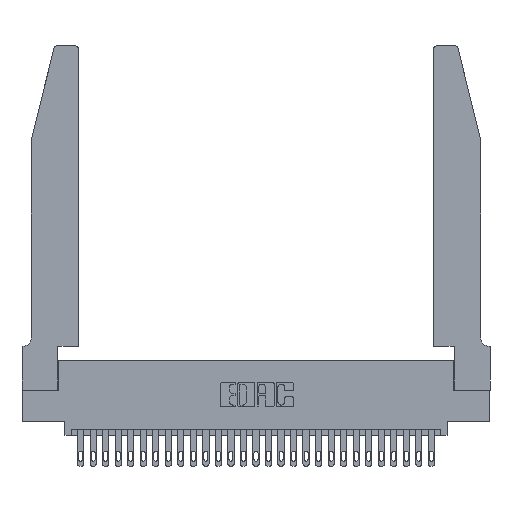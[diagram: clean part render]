
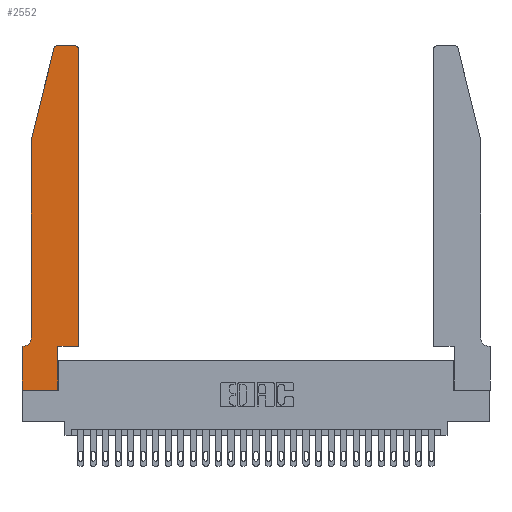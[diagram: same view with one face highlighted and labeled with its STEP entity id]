
A CAD part, top view. The second image highlights one B-rep face of the part: STEP entity #2552.
In plain terms, the highlighted planar face has unit normal (0, 0, 1).
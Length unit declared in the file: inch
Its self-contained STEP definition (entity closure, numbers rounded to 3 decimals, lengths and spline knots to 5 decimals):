
#674 = DIRECTION ( 'NONE',  ( -1., 0., 0. ) ) ;
#720 = CIRCLE ( 'NONE', #18710, 0.03 ) ;
#1721 = VERTEX_POINT ( 'NONE', #5322 ) ;
#1888 = ORIENTED_EDGE ( 'NONE', *, *, #20740, .T. ) ;
#2552 = ADVANCED_FACE ( 'NONE', ( #27005 ), #5872, .T. ) ;
#2781 = VECTOR ( 'NONE', #4862, 39.37008 ) ;
#2844 = ORIENTED_EDGE ( 'NONE', *, *, #27444, .T. ) ;
#3073 = DIRECTION ( 'NONE',  ( 0., 0., 1. ) ) ;
#4220 = LINE ( 'NONE', #21767, #21905 ) ;
#4286 = CARTESIAN_POINT ( 'NONE',  ( 0.284, 2.75, 0.37 ) ) ;
#4595 = LINE ( 'NONE', #27129, #2781 ) ;
#4712 = EDGE_CURVE ( 'NONE', #1721, #9456, #4220, .T. ) ;
#4846 = CARTESIAN_POINT ( 'NONE',  ( 0.0055, 0.42, 0.37 ) ) ;
#4862 = DIRECTION ( 'NONE',  ( 0., -1., 0. ) ) ;
#5322 = CARTESIAN_POINT ( 'NONE',  ( 0.0755, 2., 0.37 ) ) ;
#5356 = LINE ( 'NONE', #27929, #29109 ) ;
#5840 = AXIS2_PLACEMENT_3D ( 'NONE', #6174, #8360, #8458 ) ;
#5872 = PLANE ( 'NONE',  #5840 ) ;
#6174 = CARTESIAN_POINT ( 'NONE',  ( 0., 0.35, 0.37 ) ) ;
#6351 = CARTESIAN_POINT ( 'NONE',  ( 0.2865, 0.35, 0.37 ) ) ;
#6580 = EDGE_LOOP ( 'NONE', ( #1888, #14696, #21205, #14602, #16741, #2844, #16722, #7860, #11087, #27931, #27168, #14195 ) ) ;
#7376 = VECTOR ( 'NONE', #16164, 39.37008 ) ;
#7403 = CARTESIAN_POINT ( 'NONE',  ( 0.284, 2.72, 0.37 ) ) ;
#7752 = LINE ( 'NONE', #12677, #16283 ) ;
#7846 = CARTESIAN_POINT ( 'NONE',  ( 0.4205, 2.72, 0.37 ) ) ;
#7860 = ORIENTED_EDGE ( 'NONE', *, *, #24176, .T. ) ;
#8360 = DIRECTION ( 'NONE',  ( 0., 0., 1. ) ) ;
#8458 = DIRECTION ( 'NONE',  ( 1., 0., 0. ) ) ;
#8690 = VERTEX_POINT ( 'NONE', #28610 ) ;
#8917 = CARTESIAN_POINT ( 'NONE',  ( 0., 0.35, 0.37 ) ) ;
#9390 = DIRECTION ( 'NONE',  ( 1., 0., 0. ) ) ;
#9456 = VERTEX_POINT ( 'NONE', #14179 ) ;
#10147 = EDGE_CURVE ( 'NONE', #19327, #12383, #12213, .T. ) ;
#10501 = DIRECTION ( 'NONE',  ( 0., -1., 0. ) ) ;
#10640 = AXIS2_PLACEMENT_3D ( 'NONE', #4846, #24821, #22549 ) ;
#11087 = ORIENTED_EDGE ( 'NONE', *, *, #10147, .T. ) ;
#11953 = CARTESIAN_POINT ( 'NONE',  ( 0., 0., 0.37 ) ) ;
#12049 = AXIS2_PLACEMENT_3D ( 'NONE', #7846, #3073, #13086 ) ;
#12213 = LINE ( 'NONE', #6351, #16840 ) ;
#12383 = VERTEX_POINT ( 'NONE', #27041 ) ;
#12457 = CARTESIAN_POINT ( 'NONE',  ( 0.0755, 0.35, 0.37 ) ) ;
#12677 = CARTESIAN_POINT ( 'NONE',  ( 0.0755, 2., 0.37 ) ) ;
#13086 = DIRECTION ( 'NONE',  ( 1., 0., 0. ) ) ;
#13173 = EDGE_CURVE ( 'NONE', #15073, #19240, #4595, .T. ) ;
#13491 = LINE ( 'NONE', #18337, #17412 ) ;
#13939 = DIRECTION ( 'NONE',  ( 0., 0., 1. ) ) ;
#14179 = CARTESIAN_POINT ( 'NONE',  ( 0.0755, 0.42, 0.37 ) ) ;
#14195 = ORIENTED_EDGE ( 'NONE', *, *, #19533, .T. ) ;
#14389 = EDGE_CURVE ( 'NONE', #24441, #25721, #13491, .T. ) ;
#14602 = ORIENTED_EDGE ( 'NONE', *, *, #4712, .T. ) ;
#14619 = CARTESIAN_POINT ( 'NONE',  ( 0.25487, 2.72718, 0.37 ) ) ;
#14696 = ORIENTED_EDGE ( 'NONE', *, *, #22434, .T. ) ;
#15073 = VERTEX_POINT ( 'NONE', #8917 ) ;
#16067 = CARTESIAN_POINT ( 'NONE',  ( 0., 0., 0.37 ) ) ;
#16116 = LINE ( 'NONE', #12457, #19640 ) ;
#16164 = DIRECTION ( 'NONE',  ( 1., 0., 0. ) ) ;
#16180 = DIRECTION ( 'NONE',  ( 0., 1., 0. ) ) ;
#16283 = VECTOR ( 'NONE', #19596, 39.37008 ) ;
#16722 = ORIENTED_EDGE ( 'NONE', *, *, #13173, .T. ) ;
#16741 = ORIENTED_EDGE ( 'NONE', *, *, #25341, .T. ) ;
#16840 = VECTOR ( 'NONE', #19804, 39.37008 ) ;
#17412 = VECTOR ( 'NONE', #16180, 39.37008 ) ;
#18043 = CARTESIAN_POINT ( 'NONE',  ( 0.4505, 0.35, 0.37 ) ) ;
#18337 = CARTESIAN_POINT ( 'NONE',  ( 0.4505, 0.35, 0.37 ) ) ;
#18684 = DIRECTION ( 'NONE',  ( 1., 0., 0. ) ) ;
#18710 = AXIS2_PLACEMENT_3D ( 'NONE', #7403, #13939, #18684 ) ;
#19240 = VERTEX_POINT ( 'NONE', #11953 ) ;
#19327 = VERTEX_POINT ( 'NONE', #27879 ) ;
#19533 = EDGE_CURVE ( 'NONE', #25721, #8690, #23484, .T. ) ;
#19596 = DIRECTION ( 'NONE',  ( -0.239, -0.971, 0. ) ) ;
#19640 = VECTOR ( 'NONE', #21455, 39.37008 ) ;
#19804 = DIRECTION ( 'NONE',  ( 0., 1., 0. ) ) ;
#19879 = CARTESIAN_POINT ( 'NONE',  ( 0.4505, 2.72, 0.37 ) ) ;
#20317 = CARTESIAN_POINT ( 'NONE',  ( 0.0055, 0.35, 0.37 ) ) ;
#20669 = VERTEX_POINT ( 'NONE', #20317 ) ;
#20740 = EDGE_CURVE ( 'NONE', #8690, #25062, #5356, .T. ) ;
#21205 = ORIENTED_EDGE ( 'NONE', *, *, #23973, .T. ) ;
#21455 = DIRECTION ( 'NONE',  ( -1., 0., 0. ) ) ;
#21767 = CARTESIAN_POINT ( 'NONE',  ( 0.0755, 2., 0.37 ) ) ;
#21905 = VECTOR ( 'NONE', #10501, 39.37008 ) ;
#22434 = EDGE_CURVE ( 'NONE', #25062, #22564, #720, .T. ) ;
#22549 = DIRECTION ( 'NONE',  ( -1., 0., 0. ) ) ;
#22564 = VERTEX_POINT ( 'NONE', #14619 ) ;
#23484 = CIRCLE ( 'NONE', #12049, 0.03 ) ;
#23973 = EDGE_CURVE ( 'NONE', #22564, #1721, #7752, .T. ) ;
#24176 = EDGE_CURVE ( 'NONE', #19240, #19327, #29014, .T. ) ;
#24301 = VECTOR ( 'NONE', #9390, 39.37008 ) ;
#24441 = VERTEX_POINT ( 'NONE', #28381 ) ;
#24821 = DIRECTION ( 'NONE',  ( 0., 0., -1. ) ) ;
#24985 = CIRCLE ( 'NONE', #10640, 0.07 ) ;
#25062 = VERTEX_POINT ( 'NONE', #4286 ) ;
#25323 = EDGE_CURVE ( 'NONE', #12383, #24441, #26775, .T. ) ;
#25341 = EDGE_CURVE ( 'NONE', #9456, #20669, #24985, .T. ) ;
#25721 = VERTEX_POINT ( 'NONE', #19879 ) ;
#26775 = LINE ( 'NONE', #18043, #24301 ) ;
#27005 = FACE_OUTER_BOUND ( 'NONE', #6580, .T. ) ;
#27041 = CARTESIAN_POINT ( 'NONE',  ( 0.2865, 0.35, 0.37 ) ) ;
#27129 = CARTESIAN_POINT ( 'NONE',  ( 0., 0., 0.37 ) ) ;
#27168 = ORIENTED_EDGE ( 'NONE', *, *, #14389, .T. ) ;
#27444 = EDGE_CURVE ( 'NONE', #20669, #15073, #16116, .T. ) ;
#27879 = CARTESIAN_POINT ( 'NONE',  ( 0.2865, 0., 0.37 ) ) ;
#27929 = CARTESIAN_POINT ( 'NONE',  ( 0.2605, 2.75, 0.37 ) ) ;
#27931 = ORIENTED_EDGE ( 'NONE', *, *, #25323, .T. ) ;
#28381 = CARTESIAN_POINT ( 'NONE',  ( 0.4505, 0.35, 0.37 ) ) ;
#28610 = CARTESIAN_POINT ( 'NONE',  ( 0.4205, 2.75, 0.37 ) ) ;
#29014 = LINE ( 'NONE', #16067, #7376 ) ;
#29109 = VECTOR ( 'NONE', #674, 39.37008 ) ;
